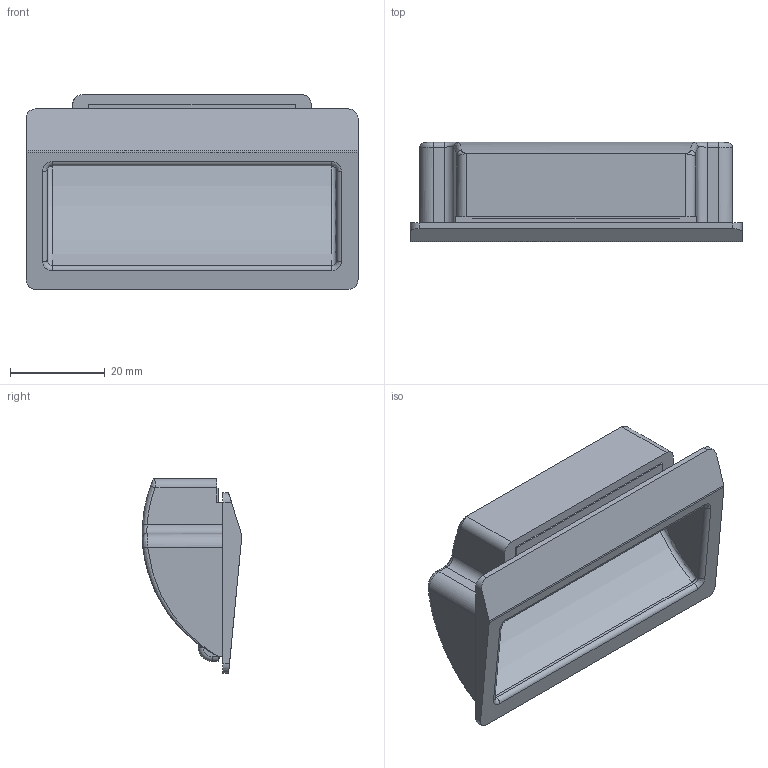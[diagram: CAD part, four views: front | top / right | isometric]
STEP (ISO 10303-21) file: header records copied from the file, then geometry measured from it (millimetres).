
FILE_DESCRIPTION (( 'STEP AP214' ), '1' );
FILE_NAME ('THA_241_2W.STEP', '2016-04-27T07:15:57', ( '' ), ( '' ), 'SwSTEP 2.0', 'SolidWorks 2015', '' );
FILE_SCHEMA (( 'AUTOMOTIVE_DESIGN' ));
Length unit declared in the file: millimetre
Products named in the file (2): pull; THA_241_2W
Assembly tree (1 placements, depth 2):
  THA_241_2W
    pull
Bounding box: 70 x 21 x 41 mm (x, y, z)
Volume: 14378.4 mm3; surface area: 11740.9 mm2
Topology: 1 solids, 1 shells, 91 faces, 235 edges, 144 vertices
Faces by surface type: plane 39, cylinder 32, bspline 16, torus 4
Entity records: 3697 total; most frequent: CARTESIAN_POINT 1636, ORIENTED_EDGE 462, DIRECTION 365, EDGE_CURVE 231, VERTEX_POINT 144, VECTOR 123, LINE 123, AXIS2_PLACEMENT_3D 121
